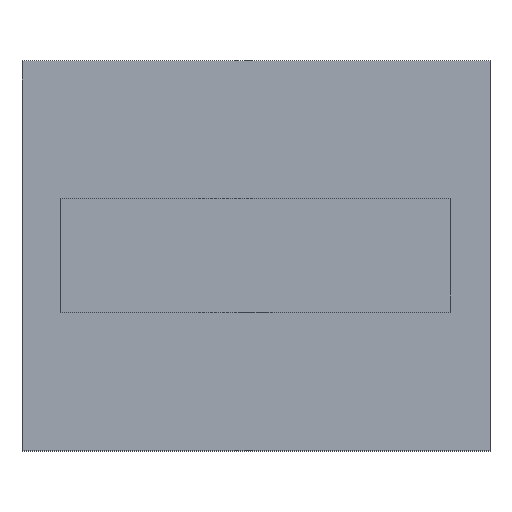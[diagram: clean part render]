
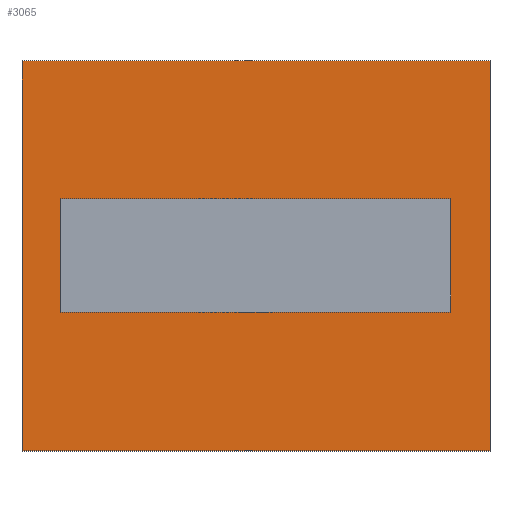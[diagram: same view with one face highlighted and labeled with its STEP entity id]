
A CAD part, top view. The second image highlights one B-rep face of the part: STEP entity #3065.
In plain terms, the highlighted planar face has unit normal (0, 0, 1).
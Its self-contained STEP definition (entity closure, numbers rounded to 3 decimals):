
#828=DIRECTION('',(0.,1.,0.));
#829=VECTOR('',#828,50.);
#830=CARTESIAN_POINT('',(30.,-25.,98.));
#831=LINE('',#830,#829);
#832=DIRECTION('',(1.,0.,0.));
#833=VECTOR('',#832,60.);
#834=CARTESIAN_POINT('',(-30.,-25.,98.));
#835=LINE('',#834,#833);
#836=DIRECTION('',(0.,-1.,0.));
#837=VECTOR('',#836,50.);
#838=CARTESIAN_POINT('',(-30.,25.,98.));
#839=LINE('',#838,#837);
#840=DIRECTION('',(-1.,0.,0.));
#841=VECTOR('',#840,60.);
#842=CARTESIAN_POINT('',(30.,25.,98.));
#843=LINE('',#842,#841);
#844=CARTESIAN_POINT('',(0.,0.,98.));
#845=DIRECTION('',(0.,0.,1.));
#846=DIRECTION('',(-1.,0.,0.));
#847=AXIS2_PLACEMENT_3D('',#844,#845,#846);
#849=CARTESIAN_POINT('',(0.,0.,98.));
#850=DIRECTION('',(0.,0.,1.));
#851=DIRECTION('',(1.,0.,0.));
#852=AXIS2_PLACEMENT_3D('',#849,#850,#851);
#1285=CARTESIAN_POINT('',(30.,-25.,98.));
#1286=CARTESIAN_POINT('',(30.,25.,98.));
#1287=VERTEX_POINT('',#1285);
#1288=VERTEX_POINT('',#1286);
#1289=CARTESIAN_POINT('',(-30.,25.,98.));
#1290=VERTEX_POINT('',#1289);
#1291=CARTESIAN_POINT('',(-30.,-25.,98.));
#1292=VERTEX_POINT('',#1291);
#1431=CARTESIAN_POINT('',(-6.2,0.,98.));
#1432=CARTESIAN_POINT('',(6.2,0.,98.));
#1433=VERTEX_POINT('',#1431);
#1434=VERTEX_POINT('',#1432);
#3048=CARTESIAN_POINT('',(0.,0.,98.));
#3049=DIRECTION('',(0.,0.,1.));
#3050=DIRECTION('',(-1.,0.,0.));
#3051=AXIS2_PLACEMENT_3D('',#3048,#3049,#3050);
#3052=PLANE('',#3051);
#3053=ORIENTED_EDGE('',*,*,#2972,.F.);
#3054=ORIENTED_EDGE('',*,*,#2994,.F.);
#3055=ORIENTED_EDGE('',*,*,#3015,.F.);
#3056=ORIENTED_EDGE('',*,*,#3035,.F.);
#3057=EDGE_LOOP('',(#3053,#3054,#3055,#3056));
#3058=FACE_OUTER_BOUND('',#3057,.F.);
#3060=ORIENTED_EDGE('',*,*,#3059,.T.);
#3062=ORIENTED_EDGE('',*,*,#3061,.T.);
#3063=EDGE_LOOP('',(#3060,#3062));
#3064=FACE_BOUND('',#3063,.F.);
#3065=ADVANCED_FACE('',(#3058,#3064),#3052,.T.);
#848=CIRCLE('',#847,6.2);
#853=CIRCLE('',#852,6.2);
#2972=EDGE_CURVE('',#1287,#1288,#831,.T.);
#2994=EDGE_CURVE('',#1292,#1287,#835,.T.);
#3015=EDGE_CURVE('',#1290,#1292,#839,.T.);
#3035=EDGE_CURVE('',#1288,#1290,#843,.T.);
#3059=EDGE_CURVE('',#1433,#1434,#848,.T.);
#3061=EDGE_CURVE('',#1434,#1433,#853,.T.);
